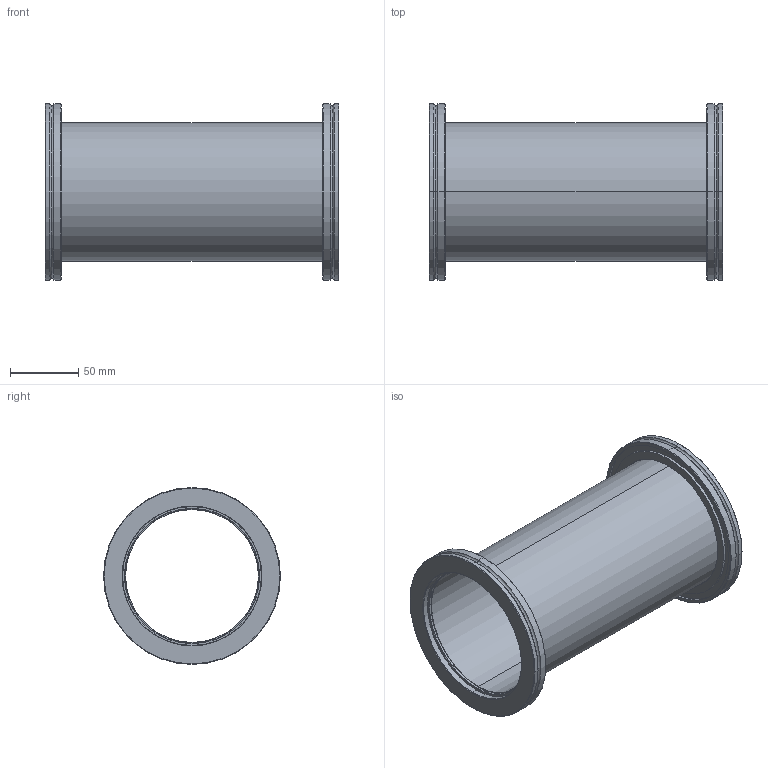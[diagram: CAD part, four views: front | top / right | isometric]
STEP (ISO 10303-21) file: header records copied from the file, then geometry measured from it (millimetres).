
FILE_DESCRIPTION (( 'STEP AP214' ), '1' );
FILE_NAME ('Hositrad_ISO100-102NF.STEP', '2012-10-29T14:32:32', ( '' ), ( '' ), 'SwSTEP 2.0', 'SolidWorks 2012', '' );
FILE_SCHEMA (( 'AUTOMOTIVE_DESIGN' ));
Length unit declared in the file: millimetre
Products named in the file (3): Hositrad_ISO100-102NF; TubeFullNipple-All_Tube102; ISO100-101.6
Assembly tree (3 placements, depth 2):
  Hositrad_ISO100-102NF
    TubeFullNipple-All_Tube102
    ISO100-101.6  x2
Bounding box: 216 x 130 x 130 mm (x, y, z)
Volume: 241122.7 mm3; surface area: 171817.1 mm2
Topology: 3 solids, 3 shells, 74 faces, 148 edges, 88 vertices
Faces by surface type: cylinder 32, cone 20, plane 14, torus 8
Entity records: 1174 total; most frequent: DIRECTION 224, CARTESIAN_POINT 174, ORIENTED_EDGE 160, AXIS2_PLACEMENT_3D 98, EDGE_CURVE 80, CIRCLE 52, EDGE_LOOP 48, VERTEX_POINT 48
